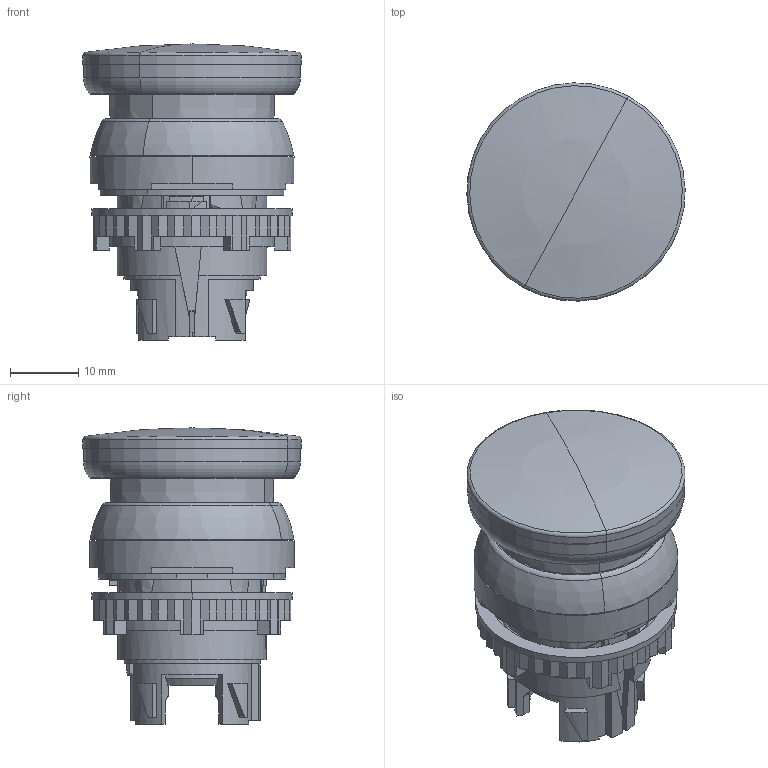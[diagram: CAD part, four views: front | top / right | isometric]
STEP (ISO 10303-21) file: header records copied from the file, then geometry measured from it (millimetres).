
FILE_DESCRIPTION(('CATIA V5 STEP Exchange'),'2;1');
FILE_NAME('L21AC.stp','2012-04-23T08:33:38+00:00',('none'),('none'),'CATIA Version 5 Release 19 SP 9 (IN-10)','CATIA V5 STEP AP214','none');
FILE_SCHEMA(('AUTOMOTIVE_DESIGN { 1 0 10303 214 1 1 1 1 }'));
Length unit declared in the file: millimetre
Products named in the file (8): L21AC; 074224001; 056017000; 032160000; 034366010; 056018000; 075086000; 051917000essai
Assembly tree (7 placements, depth 2):
  L21AC
    074224001
    056017000
    032160000
    034366010
    056018000
    075086000
    051917000essai
Bounding box: 31.99 x 31.99 x 43.4 mm (x, y, z)
Volume: 12246.9 mm3; surface area: 17071.1 mm2
Topology: 6 solids, 6 shells, 782 faces, 2194 edges, 1419 vertices
Faces by surface type: plane 450, cylinder 174, cone 70, torus 48, bspline 16, extrusion 12, sphere 12
Entity records: 28480 total; most frequent: CARTESIAN_POINT 5866, ORIENTED_EDGE 4372, DIRECTION 2920, EDGE_CURVE 2186, VERTEX_POINT 1419, AXIS2_PLACEMENT_3D 1222, VECTOR 1191, LINE 1179
